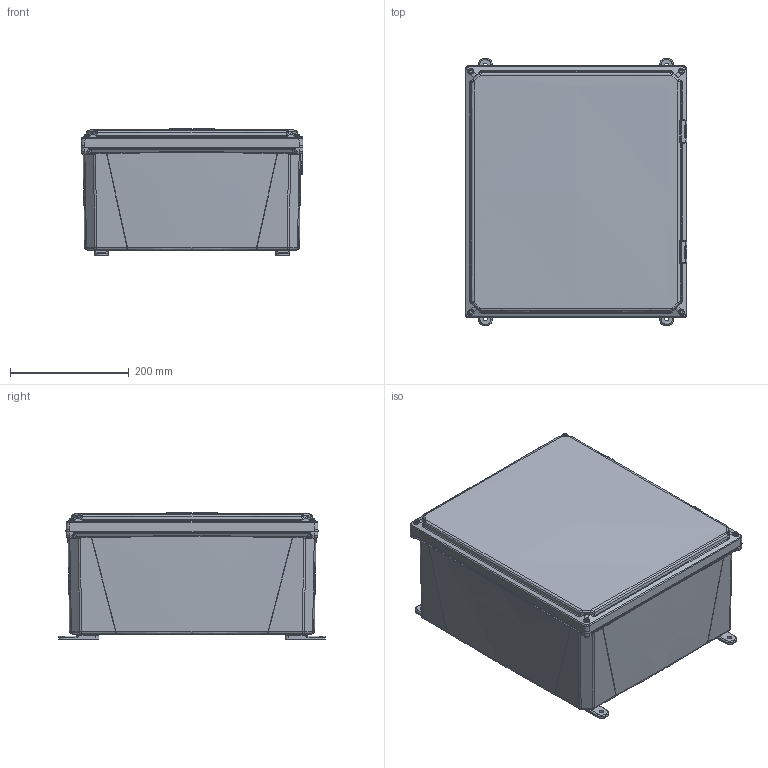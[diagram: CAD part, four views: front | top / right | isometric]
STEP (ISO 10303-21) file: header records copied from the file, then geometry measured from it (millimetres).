
FILE_DESCRIPTION (( 'STEP AP214' ), '1' );
FILE_NAME ('H161407SF-P10.STEP', '2019-03-01T22:16:10', ( '' ), ( '' ), 'SwSTEP 2.0', 'SolidWorks 2018', '' );
FILE_SCHEMA (( 'AUTOMOTIVE_DESIGN' ));
Length unit declared in the file: inch
Products named in the file (1): H161407SF-P10
Bounding box: 373.52 x 449.33 x 212.85 mm (x, y, z)
Volume: 3116000.1 mm3; surface area: 1317166.9 mm2
Topology: 26 solids, 26 shells, 3402 faces, 7801 edges, 4536 vertices
Faces by surface type: bspline 1380, cylinder 1175, plane 703, cone 140, torus 4
Full cylindrical faces by diameter (mm): 2.388 x4, 3.81 x4, 4.064 x14, 4.318 x4, 4.826 x12, 5.105 x4, 6.147 x4, 6.35 x16, 6.553 x8, 6.604 x8, 7.366 x8, 7.569 x16, 7.62 x8, 7.95 x4, 8.179 x4, 8.382 x4, 8.674 x4, 8.992 x4, 9.449 x8, 9.525 x4
Entity records: 190915 total; most frequent: CARTESIAN_POINT 98058, ORIENTED_EDGE 14678, DIRECTION 9083, EDGE_CURVE 7339, VERTEX_POINT 4456, EDGE_LOOP 3925, FACE_OUTER_BOUND 3582, AXIS2_PLACEMENT_3D 3441
